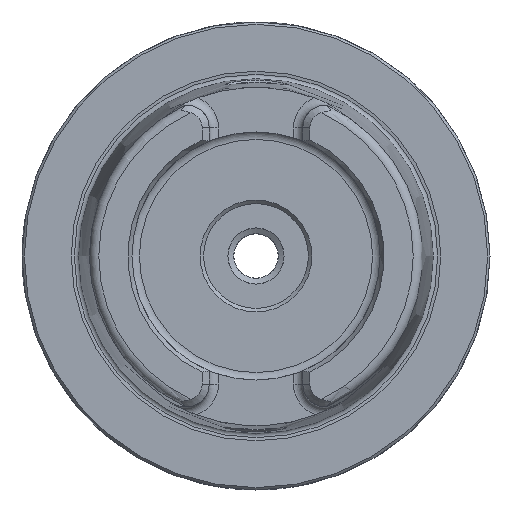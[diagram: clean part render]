
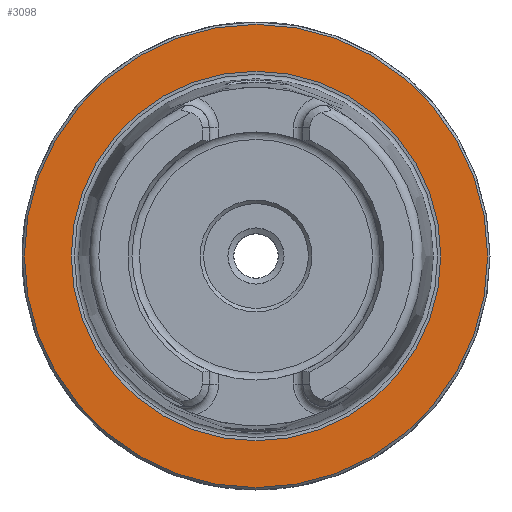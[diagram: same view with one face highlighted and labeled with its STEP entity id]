
A CAD part, left-side view. The second image highlights one B-rep face of the part: STEP entity #3098.
In plain terms, the highlighted planar face has unit normal (-1, 0, 0).
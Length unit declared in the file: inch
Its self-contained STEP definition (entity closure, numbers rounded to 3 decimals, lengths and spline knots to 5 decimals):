
#3064=CARTESIAN_POINT('',(0.0,1.94882,0.));
#3065=VERTEX_POINT('',#3064);
#3066=CARTESIAN_POINT('',(0.0,0.0,0.0));
#3067=DIRECTION('',(1.0,0.0,0.0));
#3068=DIRECTION('',(0.0,-1.0,0.0));
#3069=AXIS2_PLACEMENT_3D('',#3066,#3067,#3068);
#3070=CIRCLE('',#3069,1.94882);
#3071=EDGE_CURVE('',#3065,#3065,#3070,.T.);
#3079=CARTESIAN_POINT('',(0.0,0.98425,0.0));
#3080=DIRECTION('',(-1.0,0.0,0.0));
#3081=DIRECTION('',(0.0,0.0,1.0));
#3082=AXIS2_PLACEMENT_3D('',#3079,#3080,#3081);
#3083=PLANE('',#3082);
#3084=ORIENTED_EDGE('',*,*,#3071,.F.);
#3085=EDGE_LOOP('',(#3084));
#3086=FACE_OUTER_BOUND('',#3085,.T.);
#3087=CARTESIAN_POINT('',(0.0,1.55442,0.0));
#3088=VERTEX_POINT('',#3087);
#3089=CARTESIAN_POINT('',(0.0,0.0,0.0));
#3090=DIRECTION('',(1.0,0.0,0.0));
#3091=DIRECTION('',(0.0,1.0,0.0));
#3092=AXIS2_PLACEMENT_3D('',#3089,#3090,#3091);
#3093=CIRCLE('',#3092,1.55442);
#3094=EDGE_CURVE('',#3088,#3088,#3093,.T.);
#3095=ORIENTED_EDGE('',*,*,#3094,.T.);
#3096=EDGE_LOOP('',(#3095));
#3097=FACE_BOUND('',#3096,.T.);
#3098=ADVANCED_FACE('',(#3086,#3097),#3083,.T.);
